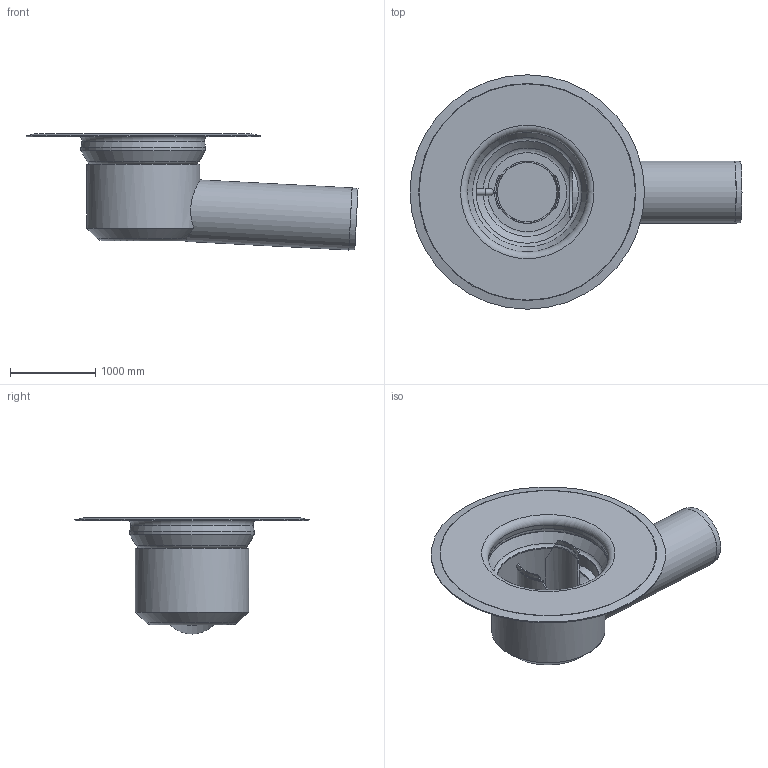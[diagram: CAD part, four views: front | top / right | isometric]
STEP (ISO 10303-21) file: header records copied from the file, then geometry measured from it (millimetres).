
FILE_DESCRIPTION(/* description */ (''),/* implementation_level */ '2;1');
FILE_NAME(/* name */ '16265.070X_3D.stp',/* time_stamp */ '2024-12-12T07:22:31+01:00',/* author */ ('CAD'),/* organization */ (''),/* preprocessor_version */ 'ST-DEVELOPER v20',/* originating_system */ 'AutoCAD Mechanical',/* authorisation */ '');
FILE_SCHEMA (('AUTOMOTIVE_DESIGN { 1 0 10303 214 3 1 1 }'));
Length unit declared in the file: centimetre
Products named in the file (2): Product; *S0
Assembly tree (1 placements, depth 2):
  Product
    *S0
Bounding box: 3893.78 x 2750 x 1360.83 mm (x, y, z)
Volume: 285926735.4 mm3; surface area: 32573346.8 mm2
Topology: 6 solids, 6 shells, 88 faces, 236 edges, 158 vertices
Faces by surface type: plane 29, torus 23, cylinder 20, cone 16
Full cylindrical faces by diameter (mm): 80 x2, 698 x2, 730 x2, 1200 x1, 1280 x1, 1330 x1, 1430 x1, 1460 x1
Entity records: 3354 total; most frequent: CARTESIAN_POINT 1039, DIRECTION 507, ORIENTED_EDGE 468, EDGE_CURVE 234, AXIS2_PLACEMENT_3D 224, VERTEX_POINT 154, CIRCLE 113, EDGE_LOOP 92
